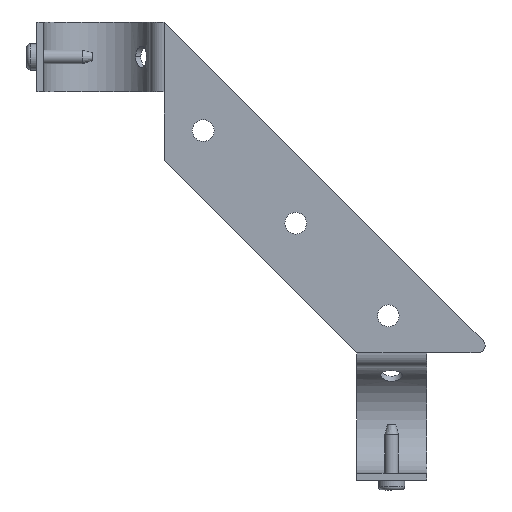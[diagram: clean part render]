
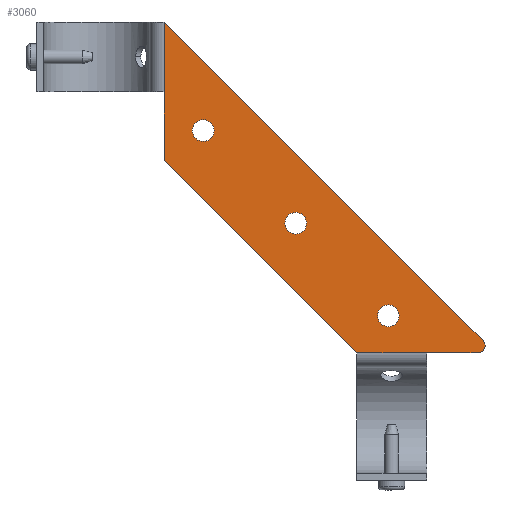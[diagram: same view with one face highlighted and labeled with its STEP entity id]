
A CAD part, front view. The second image highlights one B-rep face of the part: STEP entity #3060.
In plain terms, the highlighted planar face has unit normal (0, -1, 0).
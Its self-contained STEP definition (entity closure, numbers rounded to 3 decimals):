
#57=FACE_BOUND('',#562,.T.);
#58=FACE_BOUND('',#563,.T.);
#59=FACE_BOUND('',#564,.T.);
#82=PLANE('',#3320);
#168=CIRCLE('',#3306,3.1);
#169=CIRCLE('',#3307,3.1);
#172=CIRCLE('',#3311,3.1);
#173=CIRCLE('',#3312,3.1);
#176=CIRCLE('',#3316,3.1);
#177=CIRCLE('',#3317,3.1);
#180=CIRCLE('',#3321,2.);
#181=CIRCLE('',#3322,2.);
#373=FACE_OUTER_BOUND('',#561,.T.);
#561=EDGE_LOOP('',(#2126,#2127,#2128,#2129,#2130,#2131,#2132,#2133));
#562=EDGE_LOOP('',(#2134,#2135));
#563=EDGE_LOOP('',(#2136,#2137));
#564=EDGE_LOOP('',(#2138,#2139));
#776=LINE('',#4932,#1014);
#777=LINE('',#4936,#1015);
#778=LINE('',#4938,#1016);
#779=LINE('',#4940,#1017);
#780=LINE('',#4944,#1018);
#781=LINE('',#4945,#1019);
#1014=VECTOR('',#3684,1000.);
#1015=VECTOR('',#3687,1000.);
#1016=VECTOR('',#3688,1000.);
#1017=VECTOR('',#3689,1000.);
#1018=VECTOR('',#3692,1000.);
#1019=VECTOR('',#3693,1000.);
#1339=VERTEX_POINT('',#4900);
#1340=VERTEX_POINT('',#4901);
#1343=VERTEX_POINT('',#4910);
#1344=VERTEX_POINT('',#4911);
#1347=VERTEX_POINT('',#4920);
#1348=VERTEX_POINT('',#4921);
#1351=VERTEX_POINT('',#4930);
#1352=VERTEX_POINT('',#4931);
#1353=VERTEX_POINT('',#4933);
#1354=VERTEX_POINT('',#4935);
#1355=VERTEX_POINT('',#4937);
#1356=VERTEX_POINT('',#4939);
#1357=VERTEX_POINT('',#4941);
#1358=VERTEX_POINT('',#4943);
#1635=EDGE_CURVE('',#1339,#1340,#168,.T.);
#1636=EDGE_CURVE('',#1340,#1339,#169,.T.);
#1640=EDGE_CURVE('',#1343,#1344,#172,.T.);
#1641=EDGE_CURVE('',#1344,#1343,#173,.T.);
#1645=EDGE_CURVE('',#1347,#1348,#176,.T.);
#1646=EDGE_CURVE('',#1348,#1347,#177,.T.);
#1650=EDGE_CURVE('',#1351,#1352,#776,.T.);
#1651=EDGE_CURVE('',#1351,#1353,#180,.T.);
#1652=EDGE_CURVE('',#1354,#1353,#777,.T.);
#1653=EDGE_CURVE('',#1354,#1355,#778,.T.);
#1654=EDGE_CURVE('',#1355,#1356,#779,.T.);
#1655=EDGE_CURVE('',#1356,#1357,#181,.T.);
#1656=EDGE_CURVE('',#1358,#1357,#780,.T.);
#1657=EDGE_CURVE('',#1352,#1358,#781,.T.);
#2126=ORIENTED_EDGE('',*,*,#1650,.F.);
#2127=ORIENTED_EDGE('',*,*,#1651,.T.);
#2128=ORIENTED_EDGE('',*,*,#1652,.F.);
#2129=ORIENTED_EDGE('',*,*,#1653,.T.);
#2130=ORIENTED_EDGE('',*,*,#1654,.T.);
#2131=ORIENTED_EDGE('',*,*,#1655,.T.);
#2132=ORIENTED_EDGE('',*,*,#1656,.F.);
#2133=ORIENTED_EDGE('',*,*,#1657,.F.);
#2134=ORIENTED_EDGE('',*,*,#1635,.T.);
#2135=ORIENTED_EDGE('',*,*,#1636,.T.);
#2136=ORIENTED_EDGE('',*,*,#1640,.T.);
#2137=ORIENTED_EDGE('',*,*,#1641,.T.);
#2138=ORIENTED_EDGE('',*,*,#1645,.T.);
#2139=ORIENTED_EDGE('',*,*,#1646,.T.);
#3060=ADVANCED_FACE('',(#373,#57,#58,#59),#82,.T.);
#3306=AXIS2_PLACEMENT_3D('',#4902,#3651,#3652);
#3307=AXIS2_PLACEMENT_3D('',#4903,#3653,#3654);
#3311=AXIS2_PLACEMENT_3D('',#4912,#3662,#3663);
#3312=AXIS2_PLACEMENT_3D('',#4913,#3664,#3665);
#3316=AXIS2_PLACEMENT_3D('',#4922,#3673,#3674);
#3317=AXIS2_PLACEMENT_3D('',#4923,#3675,#3676);
#3320=AXIS2_PLACEMENT_3D('',#4929,#3682,#3683);
#3321=AXIS2_PLACEMENT_3D('',#4934,#3685,#3686);
#3322=AXIS2_PLACEMENT_3D('',#4942,#3690,#3691);
#3651=DIRECTION('center_axis',(0.,1.,0.));
#3652=DIRECTION('ref_axis',(0.,0.,1.));
#3653=DIRECTION('center_axis',(0.,1.,0.));
#3654=DIRECTION('ref_axis',(0.,0.,1.));
#3662=DIRECTION('center_axis',(0.,1.,0.));
#3663=DIRECTION('ref_axis',(0.,0.,1.));
#3664=DIRECTION('center_axis',(0.,1.,0.));
#3665=DIRECTION('ref_axis',(0.,0.,1.));
#3673=DIRECTION('center_axis',(0.,1.,0.));
#3674=DIRECTION('ref_axis',(0.,0.,1.));
#3675=DIRECTION('center_axis',(0.,1.,0.));
#3676=DIRECTION('ref_axis',(0.,0.,1.));
#3682=DIRECTION('center_axis',(0.,-1.,0.));
#3683=DIRECTION('ref_axis',(0.,0.,-1.));
#3684=DIRECTION('',(-1.,0.,0.));
#3685=DIRECTION('center_axis',(0.,-1.,0.));
#3686=DIRECTION('ref_axis',(0.,0.,-1.));
#3687=DIRECTION('',(0.707,0.,-0.707));
#3688=DIRECTION('',(0.,0.,-1.));
#3689=DIRECTION('',(0.,0.,-1.));
#3690=DIRECTION('center_axis',(0.,-1.,0.));
#3691=DIRECTION('ref_axis',(0.,0.,-1.));
#3692=DIRECTION('',(-0.707,0.,0.707));
#3693=DIRECTION('',(-1.,0.,0.));
#4900=CARTESIAN_POINT('',(15.182,0.,51.977));
#4901=CARTESIAN_POINT('',(15.182,0.,45.777));
#4902=CARTESIAN_POINT('Origin',(15.182,0.,48.877));
#4903=CARTESIAN_POINT('Origin',(15.182,0.,48.877));
#4910=CARTESIAN_POINT('',(41.699,0.,25.461));
#4911=CARTESIAN_POINT('',(41.699,0.,19.261));
#4912=CARTESIAN_POINT('Origin',(41.699,0.,22.361));
#4913=CARTESIAN_POINT('Origin',(41.699,0.,22.361));
#4920=CARTESIAN_POINT('',(68.215,0.,-1.056));
#4921=CARTESIAN_POINT('',(68.215,0.,-7.256));
#4922=CARTESIAN_POINT('Origin',(68.215,0.,-4.156));
#4923=CARTESIAN_POINT('Origin',(68.215,0.,-4.156));
#4929=CARTESIAN_POINT('Origin',(0.,0.,80.));
#4930=CARTESIAN_POINT('',(93.924,0.,-14.752));
#4931=CARTESIAN_POINT('',(79.154,0.,-14.752));
#4932=CARTESIAN_POINT('',(98.752,0.,-14.752));
#4933=CARTESIAN_POINT('',(95.338,0.,-11.338));
#4934=CARTESIAN_POINT('Origin',(93.924,0.,-12.752));
#4935=CARTESIAN_POINT('',(4.,0.,80.));
#4936=CARTESIAN_POINT('',(2.,0.,82.));
#4937=CARTESIAN_POINT('',(4.,0.,60.));
#4938=CARTESIAN_POINT('',(4.,0.,80.));
#4939=CARTESIAN_POINT('',(4.,0.,41.23));
#4940=CARTESIAN_POINT('',(4.,0.,40.402));
#4941=CARTESIAN_POINT('',(4.586,0.,39.816));
#4942=CARTESIAN_POINT('Origin',(6.,0.,41.23));
#4943=CARTESIAN_POINT('',(59.154,0.,-14.752));
#4944=CARTESIAN_POINT('',(-17.799,0.,62.201));
#4945=CARTESIAN_POINT('',(98.752,0.,-14.752));
